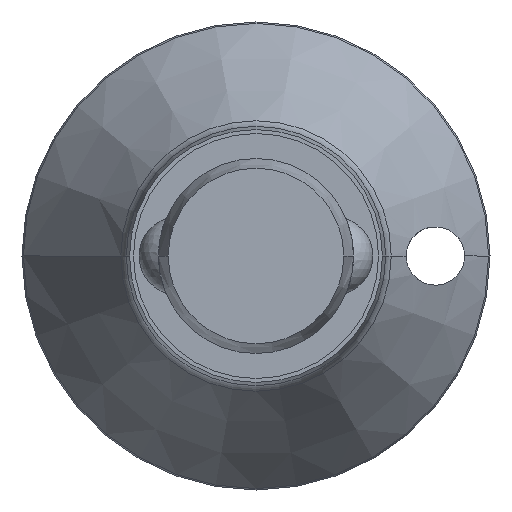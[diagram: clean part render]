
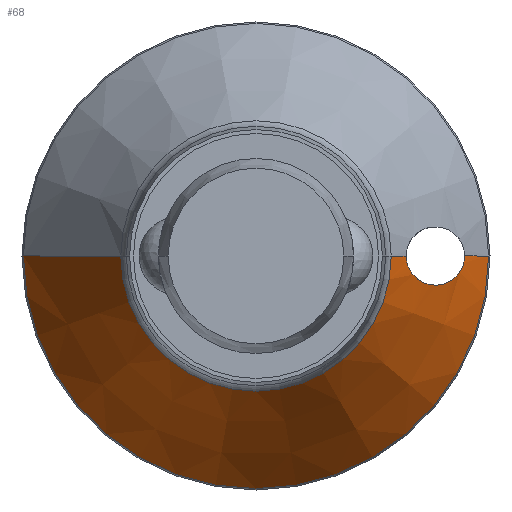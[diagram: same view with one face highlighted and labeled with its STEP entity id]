
A CAD part, front view. The second image highlights one B-rep face of the part: STEP entity #68.
In plain terms, the highlighted conical face has half-angle 30.991 degrees and reference radius 9.432 mm.
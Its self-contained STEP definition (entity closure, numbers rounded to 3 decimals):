
#68=ADVANCED_FACE('',(#160),#161,.T.);
#160=FACE_OUTER_BOUND('',#276,.T.);
#161=CONICAL_SURFACE('',#277,9.432,0.541);
#276=EDGE_LOOP('',(#408,#409,#410,#411,#412,#413));
#277=AXIS2_PLACEMENT_3D('',#414,#415,#416);
#408=ORIENTED_EDGE('',*,*,#695,.F.);
#409=ORIENTED_EDGE('',*,*,#696,.T.);
#410=ORIENTED_EDGE('',*,*,#697,.F.);
#411=ORIENTED_EDGE('',*,*,#683,.F.);
#412=ORIENTED_EDGE('',*,*,#698,.F.);
#413=ORIENTED_EDGE('',*,*,#699,.T.);
#414=CARTESIAN_POINT('',(0.,22.586,0.));
#415=DIRECTION('',(-0.0,1.0,0.));
#416=DIRECTION('',(1.0,0.0,0.0));
#683=EDGE_CURVE('',#799,#797,#804,.T.);
#695=EDGE_CURVE('',#822,#823,#824,.T.);
#696=EDGE_CURVE('',#822,#825,#826,.T.);
#697=EDGE_CURVE('',#797,#825,#827,.T.);
#698=EDGE_CURVE('',#828,#799,#829,.T.);
#699=EDGE_CURVE('',#828,#823,#830,.T.);
#797=VERTEX_POINT('',#963);
#799=VERTEX_POINT('',#965);
#804=CIRCLE('',#970,11.929);
#822=VERTEX_POINT('',#1008);
#823=VERTEX_POINT('',#1009);
#824=LINE('',#1010,#1011);
#825=VERTEX_POINT('',#1012);
#826=CIRCLE('',#1013,6.936);
#827=LINE('',#1014,#1015);
#828=VERTEX_POINT('',#1016);
#829=LINE('',#1017,#1018);
#830=B_SPLINE_CURVE_WITH_KNOTS('',3,(#1019,#1020,#1021,#1022,#1023,#1024,#1025,#1026,#1027,#1028,#1029,#1030,#1031,#1032,#1033,#1034,#1035,#1036,#1037,#1038,#1039,#1040),.UNSPECIFIED.,.F.,.F.,(4,2,2,2,2,2,2,2,2,2,4),(0.369,0.398,0.428,0.517,0.627,0.738,0.842,0.947,0.997,1.022,1.047),.UNSPECIFIED.);
#963=CARTESIAN_POINT('',(-11.929,26.743,0.));
#965=CARTESIAN_POINT('',(11.929,26.743,0.));
#970=AXIS2_PLACEMENT_3D('',#1376,#1377,#1378);
#1008=CARTESIAN_POINT('',(6.936,18.43,0.));
#1009=CARTESIAN_POINT('',(7.7,19.703,0.));
#1010=CARTESIAN_POINT('',(9.432,22.586,0.));
#1011=VECTOR('',#1394,1.0);
#1012=CARTESIAN_POINT('',(-6.936,18.43,0.));
#1013=AXIS2_PLACEMENT_3D('',#1395,#1396,#1397);
#1014=CARTESIAN_POINT('',(-9.432,22.586,0.));
#1015=VECTOR('',#1398,1.0);
#1016=CARTESIAN_POINT('',(10.7,24.697,0.));
#1017=CARTESIAN_POINT('',(9.432,22.586,0.));
#1018=VECTOR('',#1399,1.0);
#1019=CARTESIAN_POINT('',(10.7,24.697,0.));
#1020=CARTESIAN_POINT('',(10.7,24.697,-0.098));
#1021=CARTESIAN_POINT('',(10.69,24.682,-0.202));
#1022=CARTESIAN_POINT('',(10.649,24.624,-0.4));
#1023=CARTESIAN_POINT('',(10.619,24.581,-0.494));
#1024=CARTESIAN_POINT('',(10.487,24.39,-0.814));
#1025=CARTESIAN_POINT('',(10.32,24.146,-1.017));
#1026=CARTESIAN_POINT('',(9.985,23.645,-1.301));
#1027=CARTESIAN_POINT('',(9.774,23.322,-1.403));
#1028=CARTESIAN_POINT('',(9.353,22.655,-1.508));
#1029=CARTESIAN_POINT('',(9.142,22.31,-1.511));
#1030=CARTESIAN_POINT('',(8.778,21.696,-1.451));
#1031=CARTESIAN_POINT('',(8.591,21.37,-1.386));
#1032=CARTESIAN_POINT('',(8.24,20.739,-1.171));
#1033=CARTESIAN_POINT('',(8.077,20.434,-1.023));
#1034=CARTESIAN_POINT('',(7.883,20.061,-0.726));
#1035=CARTESIAN_POINT('',(7.82,19.939,-0.606));
#1036=CARTESIAN_POINT('',(7.751,19.804,-0.396));
#1037=CARTESIAN_POINT('',(7.733,19.767,-0.321));
#1038=CARTESIAN_POINT('',(7.707,19.716,-0.165));
#1039=CARTESIAN_POINT('',(7.7,19.703,-0.083));
#1040=CARTESIAN_POINT('',(7.7,19.703,0.));
#1376=CARTESIAN_POINT('',(0.,26.743,0.));
#1377=DIRECTION('',(-0.0,1.0,0.));
#1378=DIRECTION('',(1.0,0.0,0.0));
#1394=DIRECTION('',(0.515,0.857,0.));
#1395=CARTESIAN_POINT('',(0.,18.43,0.));
#1396=DIRECTION('',(-0.0,1.0,0.));
#1397=DIRECTION('',(1.0,0.0,0.0));
#1398=DIRECTION('',(0.515,-0.857,0.));
#1399=DIRECTION('',(0.515,0.857,0.));
